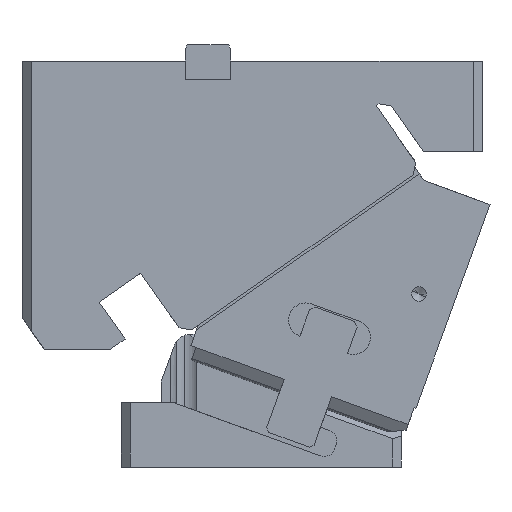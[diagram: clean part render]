
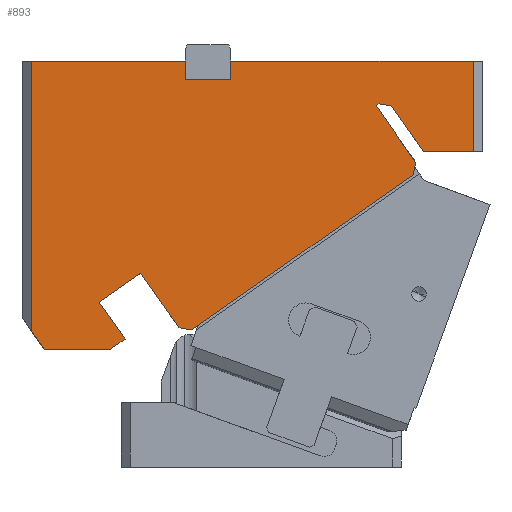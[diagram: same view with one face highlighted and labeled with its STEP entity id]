
A CAD part, front view. The second image highlights one B-rep face of the part: STEP entity #893.
In plain terms, the highlighted planar face has unit normal (0, -1, 0).
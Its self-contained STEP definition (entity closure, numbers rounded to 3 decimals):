
#407=CARTESIAN_POINT('Vertex',(-201.449,-42.5,-20.)) ;
#410=CARTESIAN_POINT('Line Origine',(-219.462,-42.5,-20.)) ;
#414=CARTESIAN_POINT('Vertex',(-237.475,-42.5,-20.)) ;
#513=CARTESIAN_POINT('Line Origine',(-241.238,-42.5,-14.627)) ;
#517=CARTESIAN_POINT('Vertex',(-245.,-42.5,-9.254)) ;
#635=CARTESIAN_POINT('Vertex',(-245.,-42.5,140.)) ;
#638=CARTESIAN_POINT('Line Origine',(-202.25,-42.5,140.)) ;
#642=CARTESIAN_POINT('Vertex',(-159.5,-42.5,140.)) ;
#743=CARTESIAN_POINT('Axis2P3D Location',(-250.,-42.5,140.)) ;
#748=CARTESIAN_POINT('Line Origine',(-134.5,-42.5,135.)) ;
#752=CARTESIAN_POINT('Vertex',(-134.5,-42.5,130.)) ;
#754=CARTESIAN_POINT('Vertex',(-134.5,-42.5,140.)) ;
#757=CARTESIAN_POINT('Line Origine',(-147.,-42.5,130.)) ;
#761=CARTESIAN_POINT('Vertex',(-159.5,-42.5,130.)) ;
#764=CARTESIAN_POINT('Line Origine',(-159.5,-42.5,135.)) ;
#769=CARTESIAN_POINT('Line Origine',(-245.,-42.5,65.373)) ;
#774=CARTESIAN_POINT('Line Origine',(-197.153,-42.5,-16.992)) ;
#778=CARTESIAN_POINT('Vertex',(-192.857,-42.5,-13.984)) ;
#781=CARTESIAN_POINT('Line Origine',(-200.027,-42.5,-3.745)) ;
#785=CARTESIAN_POINT('Vertex',(-207.196,-42.5,6.495)) ;
#788=CARTESIAN_POINT('Line Origine',(-195.728,-42.5,14.525)) ;
#792=CARTESIAN_POINT('Vertex',(-184.26,-42.5,22.555)) ;
#795=CARTESIAN_POINT('Line Origine',(-173.649,-42.5,7.401)) ;
#799=CARTESIAN_POINT('Vertex',(-163.038,-42.5,-7.754)) ;
#802=CARTESIAN_POINT('Line Origine',(-159.556,-42.5,-8.368)) ;
#806=CARTESIAN_POINT('Vertex',(-156.074,-42.5,-8.982)) ;
#809=CARTESIAN_POINT('Line Origine',(-94.638,-42.5,34.037)) ;
#813=CARTESIAN_POINT('Vertex',(-33.201,-42.5,77.055)) ;
#816=CARTESIAN_POINT('Line Origine',(-32.587,-42.5,80.537)) ;
#820=CARTESIAN_POINT('Vertex',(-31.973,-42.5,84.019)) ;
#823=CARTESIAN_POINT('Line Origine',(-42.871,-42.5,99.582)) ;
#827=CARTESIAN_POINT('Vertex',(-53.769,-42.5,115.146)) ;
#830=CARTESIAN_POINT('Line Origine',(-52.95,-42.5,115.72)) ;
#834=CARTESIAN_POINT('Vertex',(-52.131,-42.5,116.294)) ;
#837=CARTESIAN_POINT('Line Origine',(-48.649,-42.5,115.68)) ;
#841=CARTESIAN_POINT('Vertex',(-45.167,-42.5,115.066)) ;
#844=CARTESIAN_POINT('Line Origine',(-36.392,-42.5,102.533)) ;
#848=CARTESIAN_POINT('Vertex',(-27.616,-42.5,90.)) ;
#851=CARTESIAN_POINT('Line Origine',(-13.808,-42.5,90.)) ;
#855=CARTESIAN_POINT('Vertex',(0.,-42.5,90.)) ;
#858=CARTESIAN_POINT('Line Origine',(0.,-42.5,115.)) ;
#862=CARTESIAN_POINT('Vertex',(0.,-42.5,140.)) ;
#865=CARTESIAN_POINT('Line Origine',(-67.25,-42.5,140.)) ;
#411=DIRECTION('Vector Direction',(1.,0.,0.)) ;
#514=DIRECTION('Vector Direction',(-0.574,0.,0.819)) ;
#639=DIRECTION('Vector Direction',(-1.,0.,0.)) ;
#744=DIRECTION('Axis2P3D Direction',(0.,-1.,0.)) ;
#745=DIRECTION('Axis2P3D XDirection',(1.,0.,0.)) ;
#749=DIRECTION('Vector Direction',(0.,0.,1.)) ;
#758=DIRECTION('Vector Direction',(1.,0.,0.)) ;
#765=DIRECTION('Vector Direction',(0.,0.,1.)) ;
#770=DIRECTION('Vector Direction',(0.,0.,-1.)) ;
#775=DIRECTION('Vector Direction',(-0.819,0.,-0.574)) ;
#782=DIRECTION('Vector Direction',(-0.574,0.,0.819)) ;
#789=DIRECTION('Vector Direction',(0.819,0.,0.574)) ;
#796=DIRECTION('Vector Direction',(-0.574,0.,0.819)) ;
#803=DIRECTION('Vector Direction',(0.985,0.,-0.174)) ;
#810=DIRECTION('Vector Direction',(0.819,0.,0.574)) ;
#817=DIRECTION('Vector Direction',(0.174,0.,0.985)) ;
#824=DIRECTION('Vector Direction',(-0.574,0.,0.819)) ;
#831=DIRECTION('Vector Direction',(0.819,0.,0.574)) ;
#838=DIRECTION('Vector Direction',(0.985,0.,-0.174)) ;
#845=DIRECTION('Vector Direction',(0.574,0.,-0.819)) ;
#852=DIRECTION('Vector Direction',(1.,0.,0.)) ;
#859=DIRECTION('Vector Direction',(0.,0.,1.)) ;
#866=DIRECTION('Vector Direction',(-1.,0.,0.)) ;
#746=AXIS2_PLACEMENT_3D('Plane Axis2P3D',#743,#744,#745) ;
#871=ORIENTED_EDGE('',*,*,#756,.F.) ;
#872=ORIENTED_EDGE('',*,*,#763,.F.) ;
#873=ORIENTED_EDGE('',*,*,#768,.T.) ;
#874=ORIENTED_EDGE('',*,*,#644,.T.) ;
#875=ORIENTED_EDGE('',*,*,#773,.T.) ;
#876=ORIENTED_EDGE('',*,*,#519,.F.) ;
#877=ORIENTED_EDGE('',*,*,#416,.T.) ;
#878=ORIENTED_EDGE('',*,*,#780,.F.) ;
#879=ORIENTED_EDGE('',*,*,#787,.T.) ;
#880=ORIENTED_EDGE('',*,*,#794,.T.) ;
#881=ORIENTED_EDGE('',*,*,#801,.F.) ;
#882=ORIENTED_EDGE('',*,*,#808,.T.) ;
#883=ORIENTED_EDGE('',*,*,#815,.T.) ;
#884=ORIENTED_EDGE('',*,*,#822,.T.) ;
#885=ORIENTED_EDGE('',*,*,#829,.T.) ;
#886=ORIENTED_EDGE('',*,*,#836,.T.) ;
#887=ORIENTED_EDGE('',*,*,#843,.T.) ;
#888=ORIENTED_EDGE('',*,*,#850,.T.) ;
#889=ORIENTED_EDGE('',*,*,#857,.T.) ;
#890=ORIENTED_EDGE('',*,*,#864,.T.) ;
#891=ORIENTED_EDGE('',*,*,#869,.T.) ;
#412=VECTOR('Line Direction',#411,1.) ;
#515=VECTOR('Line Direction',#514,1.) ;
#640=VECTOR('Line Direction',#639,1.) ;
#750=VECTOR('Line Direction',#749,1.) ;
#759=VECTOR('Line Direction',#758,1.) ;
#766=VECTOR('Line Direction',#765,1.) ;
#771=VECTOR('Line Direction',#770,1.) ;
#776=VECTOR('Line Direction',#775,1.) ;
#783=VECTOR('Line Direction',#782,1.) ;
#790=VECTOR('Line Direction',#789,1.) ;
#797=VECTOR('Line Direction',#796,1.) ;
#804=VECTOR('Line Direction',#803,1.) ;
#811=VECTOR('Line Direction',#810,1.) ;
#818=VECTOR('Line Direction',#817,1.) ;
#825=VECTOR('Line Direction',#824,1.) ;
#832=VECTOR('Line Direction',#831,1.) ;
#839=VECTOR('Line Direction',#838,1.) ;
#846=VECTOR('Line Direction',#845,1.) ;
#853=VECTOR('Line Direction',#852,1.) ;
#860=VECTOR('Line Direction',#859,1.) ;
#867=VECTOR('Line Direction',#866,1.) ;
#893=ADVANCED_FACE('CAM HOLDER',(#892),#747,.T.) ;
#416=EDGE_CURVE('',#415,#408,#413,.T.) ;
#519=EDGE_CURVE('',#415,#518,#516,.T.) ;
#644=EDGE_CURVE('',#643,#636,#641,.T.) ;
#756=EDGE_CURVE('',#753,#755,#751,.T.) ;
#763=EDGE_CURVE('',#762,#753,#760,.T.) ;
#768=EDGE_CURVE('',#762,#643,#767,.T.) ;
#773=EDGE_CURVE('',#636,#518,#772,.T.) ;
#780=EDGE_CURVE('',#779,#408,#777,.T.) ;
#787=EDGE_CURVE('',#779,#786,#784,.T.) ;
#794=EDGE_CURVE('',#786,#793,#791,.T.) ;
#801=EDGE_CURVE('',#800,#793,#798,.T.) ;
#808=EDGE_CURVE('',#800,#807,#805,.T.) ;
#815=EDGE_CURVE('',#807,#814,#812,.T.) ;
#822=EDGE_CURVE('',#814,#821,#819,.T.) ;
#829=EDGE_CURVE('',#821,#828,#826,.T.) ;
#836=EDGE_CURVE('',#828,#835,#833,.T.) ;
#843=EDGE_CURVE('',#835,#842,#840,.T.) ;
#850=EDGE_CURVE('',#842,#849,#847,.T.) ;
#857=EDGE_CURVE('',#849,#856,#854,.T.) ;
#864=EDGE_CURVE('',#856,#863,#861,.T.) ;
#869=EDGE_CURVE('',#863,#755,#868,.T.) ;
#870=EDGE_LOOP('',(#871,#872,#873,#874,#875,#876,#877,#878,#879,#880,#881,#882,#883,#884,#885,#886,#887,#888,#889,#890,#891)) ;
#892=FACE_OUTER_BOUND('',#870,.T.) ;
#413=LINE('Line',#410,#412) ;
#516=LINE('Line',#513,#515) ;
#641=LINE('Line',#638,#640) ;
#751=LINE('Line',#748,#750) ;
#760=LINE('Line',#757,#759) ;
#767=LINE('Line',#764,#766) ;
#772=LINE('Line',#769,#771) ;
#777=LINE('Line',#774,#776) ;
#784=LINE('Line',#781,#783) ;
#791=LINE('Line',#788,#790) ;
#798=LINE('Line',#795,#797) ;
#805=LINE('Line',#802,#804) ;
#812=LINE('Line',#809,#811) ;
#819=LINE('Line',#816,#818) ;
#826=LINE('Line',#823,#825) ;
#833=LINE('Line',#830,#832) ;
#840=LINE('Line',#837,#839) ;
#847=LINE('Line',#844,#846) ;
#854=LINE('Line',#851,#853) ;
#861=LINE('Line',#858,#860) ;
#868=LINE('Line',#865,#867) ;
#747=PLANE('Plane',#746) ;
#408=VERTEX_POINT('',#407) ;
#415=VERTEX_POINT('',#414) ;
#518=VERTEX_POINT('',#517) ;
#636=VERTEX_POINT('',#635) ;
#643=VERTEX_POINT('',#642) ;
#753=VERTEX_POINT('',#752) ;
#755=VERTEX_POINT('',#754) ;
#762=VERTEX_POINT('',#761) ;
#779=VERTEX_POINT('',#778) ;
#786=VERTEX_POINT('',#785) ;
#793=VERTEX_POINT('',#792) ;
#800=VERTEX_POINT('',#799) ;
#807=VERTEX_POINT('',#806) ;
#814=VERTEX_POINT('',#813) ;
#821=VERTEX_POINT('',#820) ;
#828=VERTEX_POINT('',#827) ;
#835=VERTEX_POINT('',#834) ;
#842=VERTEX_POINT('',#841) ;
#849=VERTEX_POINT('',#848) ;
#856=VERTEX_POINT('',#855) ;
#863=VERTEX_POINT('',#862) ;
